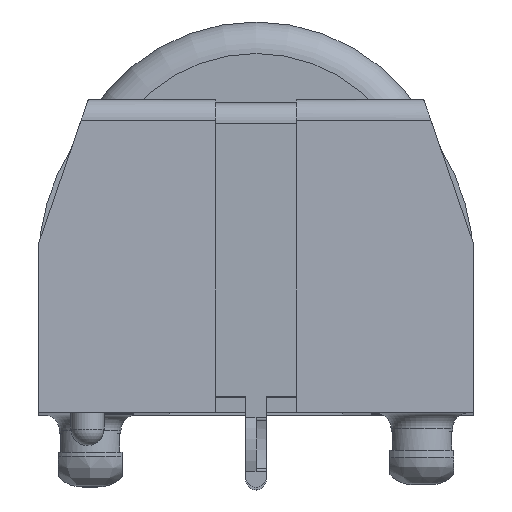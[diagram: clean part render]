
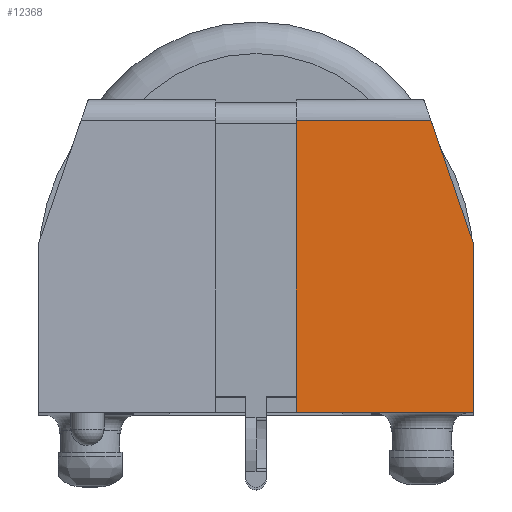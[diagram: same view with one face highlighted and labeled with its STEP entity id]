
A CAD part, top view. The second image highlights one B-rep face of the part: STEP entity #12368.
In plain terms, the highlighted planar face has unit normal (0, 0.018, 1).
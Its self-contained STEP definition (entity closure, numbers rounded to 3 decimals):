
#585=PLANE('',#13115);
#1083=FACE_OUTER_BOUND('',#1804,.T.);
#1804=EDGE_LOOP('',(#9451,#9452,#9453,#9454,#9455));
#2439=LINE('',#16602,#3859);
#2831=LINE('',#19411,#4251);
#2835=LINE('',#19420,#4255);
#2910=LINE('',#19607,#4330);
#2959=LINE('',#19719,#4379);
#3859=VECTOR('',#13749,1000.);
#4251=VECTOR('',#14253,1000.);
#4255=VECTOR('',#14261,1000.);
#4330=VECTOR('',#14420,1000.);
#4379=VECTOR('',#14549,1000.);
#5429=VERTEX_POINT('',#16599);
#5430=VERTEX_POINT('',#16601);
#5933=VERTEX_POINT('',#19409);
#5936=VERTEX_POINT('',#19418);
#5986=VERTEX_POINT('',#19606);
#6656=EDGE_CURVE('',#5429,#5430,#2439,.T.);
#7196=EDGE_CURVE('',#5933,#5429,#2831,.T.);
#7201=EDGE_CURVE('',#5936,#5933,#2835,.T.);
#7292=EDGE_CURVE('',#5430,#5986,#2910,.T.);
#7345=EDGE_CURVE('',#5936,#5986,#2959,.T.);
#9451=ORIENTED_EDGE('',*,*,#7201,.F.);
#9452=ORIENTED_EDGE('',*,*,#7345,.T.);
#9453=ORIENTED_EDGE('',*,*,#7292,.F.);
#9454=ORIENTED_EDGE('',*,*,#6656,.F.);
#9455=ORIENTED_EDGE('',*,*,#7196,.F.);
#12368=ADVANCED_FACE('',(#1083),#585,.T.);
#13115=AXIS2_PLACEMENT_3D('',#19718,#14547,#14548);
#13749=DIRECTION('',(-1.,0.,0.));
#14253=DIRECTION('',(0.,-1.,0.017));
#14261=DIRECTION('',(0.326,-0.945,0.017));
#14420=DIRECTION('',(0.,1.,-0.017));
#14547=DIRECTION('center_axis',(0.,0.017,1.));
#14548=DIRECTION('ref_axis',(0.,-1.,0.017));
#14549=DIRECTION('',(-1.,0.,0.));
#16599=CARTESIAN_POINT('',(10.325,0.,38.527));
#16601=CARTESIAN_POINT('',(1.905,0.,38.527));
#16602=CARTESIAN_POINT('',(-10.325,0.,38.527));
#19409=CARTESIAN_POINT('',(10.325,8.001,38.387));
#19411=CARTESIAN_POINT('',(10.325,-1.727,38.557));
#19418=CARTESIAN_POINT('',(8.307,13.861,38.285));
#19420=CARTESIAN_POINT('',(11.132,5.659,38.428));
#19606=CARTESIAN_POINT('',(1.905,13.861,38.285));
#19607=CARTESIAN_POINT('',(1.905,-1.727,38.557));
#19718=CARTESIAN_POINT('Origin',(-10.325,-1.727,38.557));
#19719=CARTESIAN_POINT('',(1.905,13.861,38.285));
